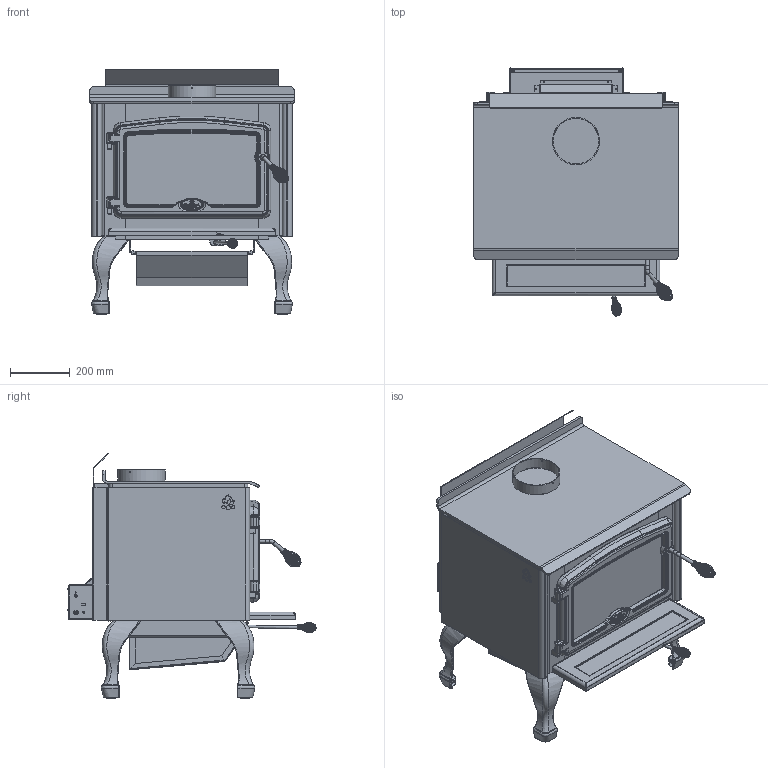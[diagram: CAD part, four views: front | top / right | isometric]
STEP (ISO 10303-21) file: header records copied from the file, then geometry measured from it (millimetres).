
FILE_DESCRIPTION( ( 'Unknown' ), '1' );
FILE_NAME( 'OB02010-LEGS-CAD.stp', 'Unknown', ( 'Jean-Philippe Alain' ), ( 'SBI' ), 'PSStep 14.0', 'Solid Edge', ' ' );
FILE_SCHEMA( ( 'AUTOMOTIVE_DESIGN { 1 0 10303 214 1 1 1 1 }' ) );
Length unit declared in the file: inch
Products named in the file (38): SE53541-oa4; PL53541; PL53543; PL53542; PL65546-oa6; PL65546; SE24218; 24218; 30050; PL65546-oa5; SE65521-oa3; PL65522; SE53560-oa1; PL53560; PL53561; PL53563; SE24124-oa0; 24124; PL65576; OA10226-oa7; Assem1; 30105P; 30734; PL53706; PL53705; SE53597; 30450; 24125; PL53503; 24221; 30737; 30737-oa2; PL65545; PL65554; PL53701; PL65539; PL65524; PL65540
Assembly tree (41 placements, depth 4):
  Assem1
    30105P
    30734
    PL53706
    PL53705
    SE53597
    30450
    24125
    PL53503
    24221
    30737
    30737-oa2
    PL65545
    PL65554
    PL53701
    PL65539
    PL65524
    PL65540
    SE24124-oa0
      24124
      PL65576
    SE53560-oa1
      PL53560
      PL53561
      PL53563
    SE65521-oa3
      PL65522
    OA10226-oa7
      SE53541-oa4
        PL53541
        PL53543
        PL53542
      PL65546-oa5
        PL65546
      PL65546-oa6
        PL65546
      SE24218  x4
        24218
        30050
Bounding box: 685.8 x 834 x 823.98 mm (x, y, z)
Surface area: 7454584.8 mm2 (no closed solid volume)
Topology: 0 solids, 3122 shells, 3122 faces, 15161 edges, 14920 vertices
Faces by surface type: plane 1113, cylinder 878, bspline 838, torus 186, cone 69, sphere 21, offset 16, extrusion 1
Full cylindrical faces by diameter (mm): 3.175 x8, 3.307 x14, 3.556 x5, 3.904 x2, 3.962 x10, 4.216 x3, 4.775 x1, 4.965 x1, 5.156 x1, 5.537 x2, 5.563 x1, 6.35 x15, 7.805 x4, 7.925 x2, 7.938 x2, 8.331 x2, 9.525 x5, 9.804 x1, 10.16 x1, 11.243 x4, 11.326 x1, 12.7 x4, 14.296 x2, 17.462 x1, 153.162 x1, 158.75 x1
Entity records: 214659 total; most frequent: CARTESIAN_POINT 99672, DIRECTION 20001, ORIENTED_EDGE 12390, EDGE_CURVE 12390, VERTEX_POINT 12390, AXIS2_PLACEMENT_3D 6819, VECTOR 6363, LINE 6362
